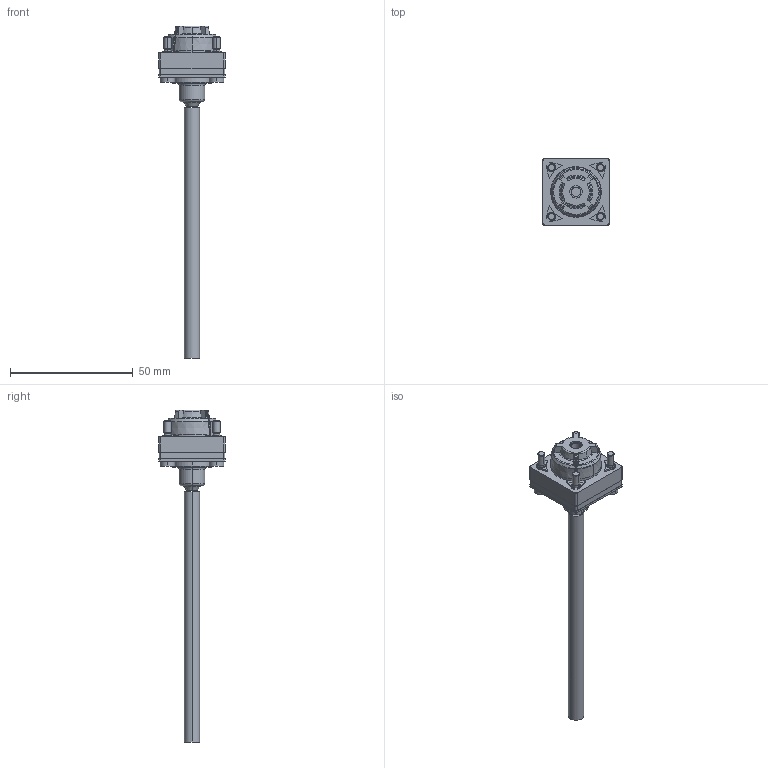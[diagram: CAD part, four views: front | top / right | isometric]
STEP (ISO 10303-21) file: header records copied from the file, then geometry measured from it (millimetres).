
FILE_DESCRIPTION(('STEP AP242'),'1');
FILE_NAME('switch_zckd08.stp','2020-06-18T07:57:38',('TraceParts'),('TraceParts S.A.'),'Spatial InterOp 3D',' ',' ');
FILE_SCHEMA(('AP242_MANAGED_MODEL_BASED_3D_ENGINEERING_MIM_LF {1 0 10303 442 1 1 4}'));
Length unit declared in the file: millimetre
Products named in the file (1): switch_zckd08_1
Bounding box: 27 x 27 x 135.45 mm (x, y, z)
Volume: 13368.7 mm3; surface area: 13015.6 mm2
Topology: 9 solids, 9 shells, 441 faces, 1126 edges, 723 vertices
Faces by surface type: cylinder 165, plane 119, torus 73, cone 72, bspline 8, sphere 4
Entity records: 14242 total; most frequent: CARTESIAN_POINT 3324, DIRECTION 2404, ORIENTED_EDGE 2238, EDGE_CURVE 1119, AXIS2_PLACEMENT_3D 991, VERTEX_POINT 722, CIRCLE 549, EDGE_LOOP 489
